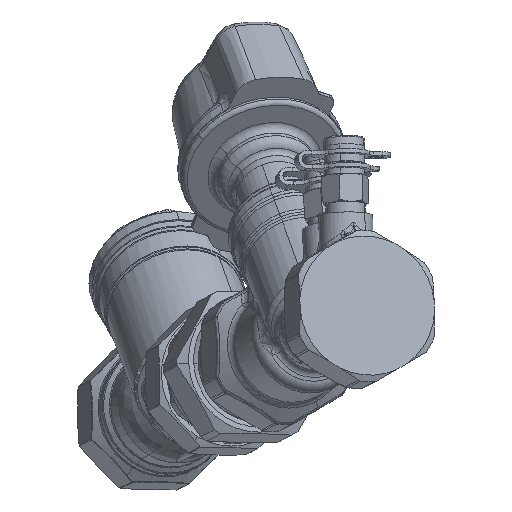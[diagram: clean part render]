
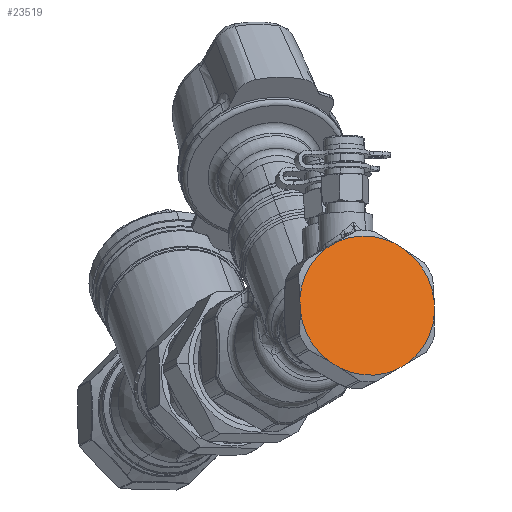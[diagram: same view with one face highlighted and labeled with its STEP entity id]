
A CAD part, front view. The second image highlights one B-rep face of the part: STEP entity #23519.
In plain terms, the highlighted planar face has unit normal (0.287, -0.946, 0.147).
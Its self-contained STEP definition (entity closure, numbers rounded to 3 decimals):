
#13571=CARTESIAN_POINT('Vertex',(360.79,-175.455,-61.238)) ;
#13576=CARTESIAN_POINT('Line Origine',(362.61,-175.075,-62.35)) ;
#13580=CARTESIAN_POINT('Vertex',(364.429,-174.696,-63.461)) ;
#16172=CARTESIAN_POINT('Vertex',(338.431,-182.5,-62.871)) ;
#16177=CARTESIAN_POINT('Line Origine',(340.203,-181.801,-61.841)) ;
#16181=CARTESIAN_POINT('Vertex',(341.975,-181.103,-60.811)) ;
#23403=CARTESIAN_POINT('Axis2P3D Location',(351.847,-181.421,-82.135)) ;
#23407=CARTESIAN_POINT('Vertex',(374.207,-174.376,-80.502)) ;
#23441=CARTESIAN_POINT('Axis2P3D Location',(351.377,-178.242,-60.776)) ;
#23446=CARTESIAN_POINT('Axis2P3D Location',(351.847,-181.421,-82.135)) ;
#23450=CARTESIAN_POINT('Vertex',(339.264,-188.146,-100.809)) ;
#23452=CARTESIAN_POINT('Vertex',(329.487,-188.466,-83.768)) ;
#23455=CARTESIAN_POINT('Line Origine',(341.084,-187.766,-101.92)) ;
#23459=CARTESIAN_POINT('Vertex',(342.903,-187.387,-103.032)) ;
#23462=CARTESIAN_POINT('Axis2P3D Location',(351.847,-181.421,-82.135)) ;
#23466=CARTESIAN_POINT('Vertex',(361.718,-181.739,-103.459)) ;
#23469=CARTESIAN_POINT('Line Origine',(363.491,-181.04,-102.429)) ;
#23473=CARTESIAN_POINT('Vertex',(365.263,-180.342,-101.399)) ;
#23476=CARTESIAN_POINT('Axis2P3D Location',(351.847,-181.421,-82.135)) ;
#23480=CARTESIAN_POINT('Vertex',(374.301,-175.014,-84.785)) ;
#23483=CARTESIAN_POINT('Line Origine',(374.254,-174.695,-82.644)) ;
#23488=CARTESIAN_POINT('Axis2P3D Location',(351.847,-181.421,-82.135)) ;
#23493=CARTESIAN_POINT('Axis2P3D Location',(351.847,-181.421,-82.135)) ;
#23497=CARTESIAN_POINT('Vertex',(329.393,-187.828,-79.485)) ;
#23500=CARTESIAN_POINT('Line Origine',(329.44,-188.147,-81.627)) ;
#13578=VECTOR('Line Direction',#13577,1.) ;
#16179=VECTOR('Line Direction',#16178,1.) ;
#23457=VECTOR('Line Direction',#23456,1.) ;
#23471=VECTOR('Line Direction',#23470,1.) ;
#23485=VECTOR('Line Direction',#23484,1.) ;
#23502=VECTOR('Line Direction',#23501,1.) ;
#13577=DIRECTION('Vector Direction',(0.84,0.175,-0.513)) ;
#16178=DIRECTION('Vector Direction',(-0.818,-0.323,-0.476)) ;
#23404=DIRECTION('Axis2P3D Direction',(-0.287,0.946,-0.147)) ;
#23442=DIRECTION('Axis2P3D Direction',(-0.287,0.946,-0.147)) ;
#23443=DIRECTION('Axis2P3D XDirection',(0.958,0.287,-0.022)) ;
#23447=DIRECTION('Axis2P3D Direction',(-0.287,0.946,-0.147)) ;
#23456=DIRECTION('Vector Direction',(-0.84,-0.175,0.513)) ;
#23463=DIRECTION('Axis2P3D Direction',(-0.287,0.946,-0.147)) ;
#23470=DIRECTION('Vector Direction',(0.818,0.323,0.476)) ;
#23477=DIRECTION('Axis2P3D Direction',(-0.287,0.946,-0.147)) ;
#23484=DIRECTION('Vector Direction',(0.022,-0.147,-0.989)) ;
#23489=DIRECTION('Axis2P3D Direction',(-0.287,0.946,-0.147)) ;
#23494=DIRECTION('Axis2P3D Direction',(-0.287,0.946,-0.147)) ;
#23501=DIRECTION('Vector Direction',(-0.022,0.147,0.989)) ;
#23405=AXIS2_PLACEMENT_3D('Circle Axis2P3D',#23403,#23404,$) ;
#23444=AXIS2_PLACEMENT_3D('Plane Axis2P3D',#23441,#23442,#23443) ;
#23448=AXIS2_PLACEMENT_3D('Circle Axis2P3D',#23446,#23447,$) ;
#23464=AXIS2_PLACEMENT_3D('Circle Axis2P3D',#23462,#23463,$) ;
#23478=AXIS2_PLACEMENT_3D('Circle Axis2P3D',#23476,#23477,$) ;
#23490=AXIS2_PLACEMENT_3D('Circle Axis2P3D',#23488,#23489,$) ;
#23495=AXIS2_PLACEMENT_3D('Circle Axis2P3D',#23493,#23494,$) ;
#13579=LINE('Line',#13576,#13578) ;
#16180=LINE('Line',#16177,#16179) ;
#23458=LINE('Line',#23455,#23457) ;
#23472=LINE('Line',#23469,#23471) ;
#23486=LINE('Line',#23483,#23485) ;
#23503=LINE('Line',#23500,#23502) ;
#23406=CIRCLE('generated circle',#23405,23.5) ;
#23449=CIRCLE('generated circle',#23448,23.5) ;
#23465=CIRCLE('generated circle',#23464,23.5) ;
#23479=CIRCLE('generated circle',#23478,23.5) ;
#23491=CIRCLE('generated circle',#23490,23.5) ;
#23496=CIRCLE('generated circle',#23495,23.5) ;
#23445=PLANE('',#23444) ;
#13582=EDGE_CURVE('',#13572,#13581,#13579,.T.) ;
#16183=EDGE_CURVE('',#16182,#16173,#16180,.T.) ;
#23409=EDGE_CURVE('',#13581,#23408,#23406,.T.) ;
#23454=EDGE_CURVE('',#23451,#23453,#23449,.T.) ;
#23461=EDGE_CURVE('',#23460,#23451,#23458,.T.) ;
#23468=EDGE_CURVE('',#23467,#23460,#23465,.T.) ;
#23475=EDGE_CURVE('',#23467,#23474,#23472,.T.) ;
#23482=EDGE_CURVE('',#23481,#23474,#23479,.T.) ;
#23487=EDGE_CURVE('',#23408,#23481,#23486,.T.) ;
#23492=EDGE_CURVE('',#16182,#13572,#23491,.T.) ;
#23499=EDGE_CURVE('',#23498,#16173,#23496,.T.) ;
#23504=EDGE_CURVE('',#23453,#23498,#23503,.T.) ;
#23506=ORIENTED_EDGE('',*,*,#23454,.F.) ;
#23507=ORIENTED_EDGE('',*,*,#23461,.F.) ;
#23508=ORIENTED_EDGE('',*,*,#23468,.F.) ;
#23509=ORIENTED_EDGE('',*,*,#23475,.T.) ;
#23510=ORIENTED_EDGE('',*,*,#23482,.F.) ;
#23511=ORIENTED_EDGE('',*,*,#23487,.F.) ;
#23512=ORIENTED_EDGE('',*,*,#23409,.F.) ;
#23513=ORIENTED_EDGE('',*,*,#13582,.F.) ;
#23514=ORIENTED_EDGE('',*,*,#23492,.F.) ;
#23515=ORIENTED_EDGE('',*,*,#16183,.T.) ;
#23516=ORIENTED_EDGE('',*,*,#23499,.F.) ;
#23517=ORIENTED_EDGE('',*,*,#23504,.F.) ;
#23505=EDGE_LOOP('',(#23506,#23507,#23508,#23509,#23510,#23511,#23512,#23513,#23514,#23515,#23516,#23517)) ;
#13572=VERTEX_POINT('',#13571) ;
#13581=VERTEX_POINT('',#13580) ;
#16173=VERTEX_POINT('',#16172) ;
#16182=VERTEX_POINT('',#16181) ;
#23408=VERTEX_POINT('',#23407) ;
#23451=VERTEX_POINT('',#23450) ;
#23453=VERTEX_POINT('',#23452) ;
#23460=VERTEX_POINT('',#23459) ;
#23467=VERTEX_POINT('',#23466) ;
#23474=VERTEX_POINT('',#23473) ;
#23481=VERTEX_POINT('',#23480) ;
#23498=VERTEX_POINT('',#23497) ;
#23519=ADVANCED_FACE('11036.1\\PartBody',(#23518),#23445,.F.) ;
#23518=FACE_OUTER_BOUND('',#23505,.T.) ;
